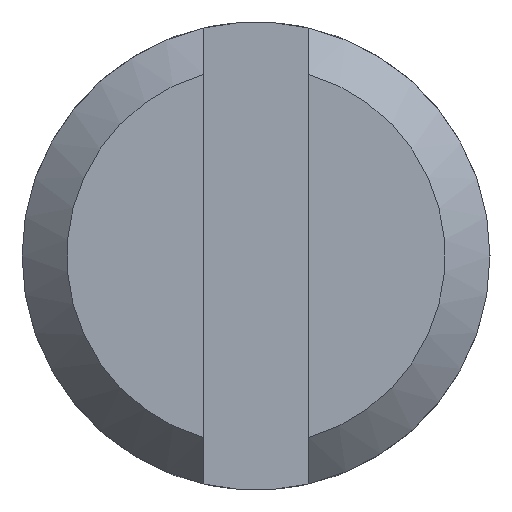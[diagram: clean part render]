
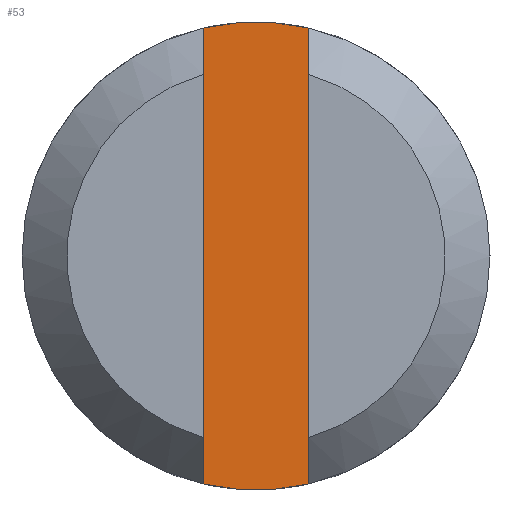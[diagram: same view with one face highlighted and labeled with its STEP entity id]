
A CAD part, left-side view. The second image highlights one B-rep face of the part: STEP entity #53.
In plain terms, the highlighted planar face has unit normal (-1, 0, 0).
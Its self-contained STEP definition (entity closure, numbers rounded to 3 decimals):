
#53 = ADVANCED_FACE( '', ( #107 ), #108, .T. );
#107 = FACE_OUTER_BOUND( '', #159, .T. );
#108 = PLANE( '', #160 );
#159 = EDGE_LOOP( '', ( #238, #239, #240, #241 ) );
#160 = AXIS2_PLACEMENT_3D( '', #242, #243, #244 );
#238 = ORIENTED_EDGE( '', *, *, #306, .T. );
#239 = ORIENTED_EDGE( '', *, *, #290, .T. );
#240 = ORIENTED_EDGE( '', *, *, #307, .T. );
#241 = ORIENTED_EDGE( '', *, *, #281, .T. );
#242 = CARTESIAN_POINT( '', ( 3., 0., 0. ) );
#243 = DIRECTION( '', ( -1., 0., 0. ) );
#244 = DIRECTION( '', ( 0., 0., 1. ) );
#281 = EDGE_CURVE( '', #323, #321, #324, .T. );
#290 = EDGE_CURVE( '', #337, #335, #338, .T. );
#306 = EDGE_CURVE( '', #321, #337, #358, .T. );
#307 = EDGE_CURVE( '', #335, #323, #359, .T. );
#321 = VERTEX_POINT( '', #381 );
#323 = VERTEX_POINT( '', #384 );
#324 = LINE( '', #385, #386 );
#335 = VERTEX_POINT( '', #402 );
#337 = VERTEX_POINT( '', #405 );
#338 = LINE( '', #406, #407 );
#358 = CIRCLE( '', #431, 4. );
#359 = CIRCLE( '', #432, 4. );
#381 = CARTESIAN_POINT( '', ( 3., 0.9, -3.897 ) );
#384 = CARTESIAN_POINT( '', ( 3., 0.9, 3.897 ) );
#385 = CARTESIAN_POINT( '', ( 3., 0.9, 10.5 ) );
#386 = VECTOR( '', #441, 1000. );
#402 = CARTESIAN_POINT( '', ( 3., -0.9, 3.897 ) );
#405 = CARTESIAN_POINT( '', ( 3., -0.9, -3.897 ) );
#406 = CARTESIAN_POINT( '', ( 3., -0.9, -10.5 ) );
#407 = VECTOR( '', #451, 1000. );
#431 = AXIS2_PLACEMENT_3D( '', #471, #472, #473 );
#432 = AXIS2_PLACEMENT_3D( '', #474, #475, #476 );
#441 = DIRECTION( '', ( 0., 0., -1. ) );
#451 = DIRECTION( '', ( 0., 0., 1. ) );
#471 = CARTESIAN_POINT( '', ( 3., 0., 0. ) );
#472 = DIRECTION( '', ( -1., 0., 0. ) );
#473 = DIRECTION( '', ( 0., 0., 1. ) );
#474 = CARTESIAN_POINT( '', ( 3., 0., 0. ) );
#475 = DIRECTION( '', ( -1., 0., 0. ) );
#476 = DIRECTION( '', ( 0., 0., 1. ) );
